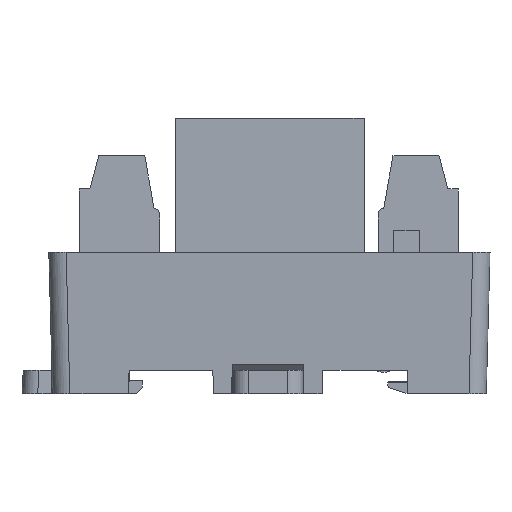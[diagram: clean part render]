
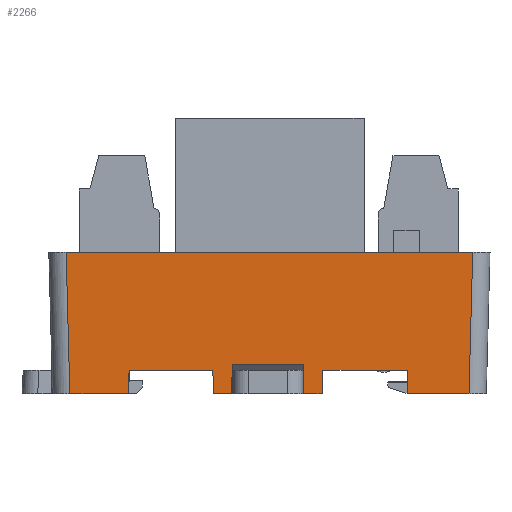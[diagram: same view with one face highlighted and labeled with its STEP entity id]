
A CAD part, left-side view. The second image highlights one B-rep face of the part: STEP entity #2266.
In plain terms, the highlighted planar face has unit normal (-1, 0, -0.026).
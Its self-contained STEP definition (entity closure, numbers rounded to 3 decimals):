
#1599=FACE_OUTER_BOUND('',#3917,.T.);
#2266=ADVANCED_FACE('',(#1599),#2963,.T.);
#2963=PLANE('',#14539);
#3917=EDGE_LOOP('',(#5515,#5516,#5517,#5518,#5519,#5520,#5521,#5522,#5523,
#5524,#5525,#5526,#5527,#5528,#5529,#5530));
#5515=ORIENTED_EDGE('',*,*,#9859,.T.);
#5516=ORIENTED_EDGE('',*,*,#10105,.F.);
#5517=ORIENTED_EDGE('',*,*,#10106,.T.);
#5518=ORIENTED_EDGE('',*,*,#10107,.F.);
#5519=ORIENTED_EDGE('',*,*,#10108,.T.);
#5520=ORIENTED_EDGE('',*,*,#10109,.F.);
#5521=ORIENTED_EDGE('',*,*,#10110,.T.);
#5522=ORIENTED_EDGE('',*,*,#10111,.T.);
#5523=ORIENTED_EDGE('',*,*,#9845,.T.);
#5524=ORIENTED_EDGE('',*,*,#10100,.T.);
#5525=ORIENTED_EDGE('',*,*,#10033,.T.);
#5526=ORIENTED_EDGE('',*,*,#10103,.T.);
#5527=ORIENTED_EDGE('',*,*,#9968,.F.);
#5528=ORIENTED_EDGE('',*,*,#10104,.T.);
#5529=ORIENTED_EDGE('',*,*,#10029,.T.);
#5530=ORIENTED_EDGE('',*,*,#10046,.F.);
#8555=VERTEX_POINT('',#19540);
#8556=VERTEX_POINT('',#19542);
#8569=VERTEX_POINT('',#19568);
#8570=VERTEX_POINT('',#19570);
#8656=VERTEX_POINT('',#19786);
#8657=VERTEX_POINT('',#19788);
#8690=VERTEX_POINT('',#19903);
#8691=VERTEX_POINT('',#19905);
#8694=VERTEX_POINT('',#19912);
#8695=VERTEX_POINT('',#19914);
#8732=VERTEX_POINT('',#20058);
#8733=VERTEX_POINT('',#20060);
#8734=VERTEX_POINT('',#20062);
#8735=VERTEX_POINT('',#20064);
#8736=VERTEX_POINT('',#20066);
#8737=VERTEX_POINT('',#20068);
#9845=EDGE_CURVE('',#8556,#8555,#11642,.T.);
#9859=EDGE_CURVE('',#8570,#8569,#11654,.T.);
#9968=EDGE_CURVE('',#8656,#8657,#11759,.T.);
#10029=EDGE_CURVE('',#8691,#8690,#11815,.T.);
#10033=EDGE_CURVE('',#8695,#8694,#11817,.T.);
#10046=EDGE_CURVE('',#8570,#8690,#11829,.T.);
#10100=EDGE_CURVE('',#8555,#8695,#11883,.T.);
#10103=EDGE_CURVE('',#8694,#8657,#11886,.T.);
#10104=EDGE_CURVE('',#8656,#8691,#11887,.T.);
#10105=EDGE_CURVE('',#8732,#8569,#11888,.T.);
#10106=EDGE_CURVE('',#8732,#8733,#11889,.T.);
#10107=EDGE_CURVE('',#8734,#8733,#11890,.T.);
#10108=EDGE_CURVE('',#8734,#8735,#11891,.T.);
#10109=EDGE_CURVE('',#8736,#8735,#11892,.T.);
#10110=EDGE_CURVE('',#8736,#8737,#11893,.T.);
#10111=EDGE_CURVE('',#8737,#8556,#11894,.T.);
#11642=LINE('',#19541,#13137);
#11654=LINE('',#19569,#13149);
#11759=LINE('',#19787,#13254);
#11815=LINE('',#19904,#13310);
#11817=LINE('',#19913,#13312);
#11829=LINE('',#19938,#13324);
#11883=LINE('',#20046,#13378);
#11886=LINE('',#20051,#13381);
#11887=LINE('',#20055,#13382);
#11888=LINE('',#20057,#13383);
#11889=LINE('',#20059,#13384);
#11890=LINE('',#20061,#13385);
#11891=LINE('',#20063,#13386);
#11892=LINE('',#20065,#13387);
#11893=LINE('',#20067,#13388);
#11894=LINE('',#20069,#13389);
#13137=VECTOR('',#15743,1.);
#13149=VECTOR('',#15759,1.);
#13254=VECTOR('',#15916,1.);
#13310=VECTOR('',#16026,1.);
#13312=VECTOR('',#16034,1.);
#13324=VECTOR('',#16054,1.);
#13378=VECTOR('',#16160,1.);
#13381=VECTOR('',#16167,1.);
#13382=VECTOR('',#16174,1.);
#13383=VECTOR('',#16177,1.);
#13384=VECTOR('',#16178,1.);
#13385=VECTOR('',#16179,1.);
#13386=VECTOR('',#16180,1.);
#13387=VECTOR('',#16181,1.);
#13388=VECTOR('',#16182,1.);
#13389=VECTOR('',#16183,1.);
#14539=AXIS2_PLACEMENT_3D('',#20070,#16184,#16185);
#15743=DIRECTION('',(0.,-1.,0.));
#15759=DIRECTION('',(0.,-1.,0.));
#15916=DIRECTION('',(0.,-1.,0.));
#16026=DIRECTION('',(0.,-1.,0.));
#16034=DIRECTION('',(0.,-1.,0.));
#16054=DIRECTION('',(0.026,0.017,-1.));
#16160=DIRECTION('',(0.026,-0.017,-1.));
#16167=DIRECTION('',(-0.026,-0.026,0.999));
#16174=DIRECTION('',(0.026,-0.026,-0.999));
#16177=DIRECTION('',(-0.026,0.035,0.999));
#16178=DIRECTION('',(0.,-1.,0.));
#16179=DIRECTION('',(0.026,0.009,-1.));
#16180=DIRECTION('',(0.,-1.,0.));
#16181=DIRECTION('',(-0.026,0.009,1.));
#16182=DIRECTION('',(0.,-1.,0.));
#16183=DIRECTION('',(-0.026,-0.035,0.999));
#16184=DIRECTION('',(-1.,0.,-0.026));
#16185=DIRECTION('',(0.026,0.,-1.));
#19540=CARTESIAN_POINT('',(-23.557,152.296,-13.25));
#19541=CARTESIAN_POINT('',(-23.557,170.046,-13.25));
#19542=CARTESIAN_POINT('',(-23.557,163.046,-13.25));
#19568=CARTESIAN_POINT('',(-23.557,177.046,-13.25));
#19569=CARTESIAN_POINT('',(-23.557,170.046,-13.25));
#19570=CARTESIAN_POINT('',(-23.557,187.696,-13.25));
#19786=CARTESIAN_POINT('',(-23.95,195.697,1.75));
#19787=CARTESIAN_POINT('',(-23.95,169.546,1.75));
#19788=CARTESIAN_POINT('',(-23.95,143.995,1.75));
#19903=CARTESIAN_POINT('',(-23.479,187.748,-16.25));
#19904=CARTESIAN_POINT('',(-23.479,170.046,-16.25));
#19905=CARTESIAN_POINT('',(-23.479,195.225,-16.25));
#19912=CARTESIAN_POINT('',(-23.479,144.466,-16.25));
#19913=CARTESIAN_POINT('',(-23.479,169.546,-16.25));
#19914=CARTESIAN_POINT('',(-23.479,152.243,-16.25));
#19938=CARTESIAN_POINT('',(-23.526,187.717,-14.454));
#20046=CARTESIAN_POINT('',(-23.958,152.563,2.044));
#20051=CARTESIAN_POINT('',(-23.933,144.012,1.09));
#20055=CARTESIAN_POINT('',(-23.933,195.679,1.09));
#20057=CARTESIAN_POINT('',(-23.526,177.004,-14.452));
#20058=CARTESIAN_POINT('',(-23.479,176.941,-16.25));
#20059=CARTESIAN_POINT('',(-23.479,170.046,-16.25));
#20060=CARTESIAN_POINT('',(-23.479,174.622,-16.25));
#20061=CARTESIAN_POINT('',(-23.951,174.465,1.79));
#20062=CARTESIAN_POINT('',(-23.576,174.589,-12.524));
#20063=CARTESIAN_POINT('',(-23.576,-39.399,-12.524));
#20064=CARTESIAN_POINT('',(-23.576,165.502,-12.524));
#20065=CARTESIAN_POINT('',(-23.951,165.627,1.782));
#20066=CARTESIAN_POINT('',(-23.479,165.47,-16.25));
#20067=CARTESIAN_POINT('',(-23.479,170.046,-16.25));
#20068=CARTESIAN_POINT('',(-23.479,163.151,-16.25));
#20069=CARTESIAN_POINT('',(-23.944,162.531,1.503));
#20070=CARTESIAN_POINT('',(-23.95,169.546,1.747));
